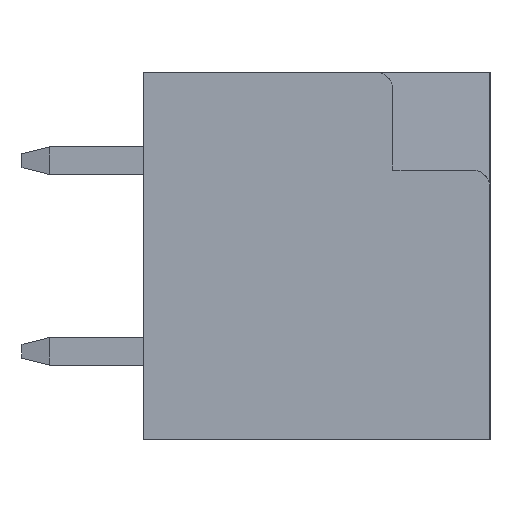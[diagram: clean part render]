
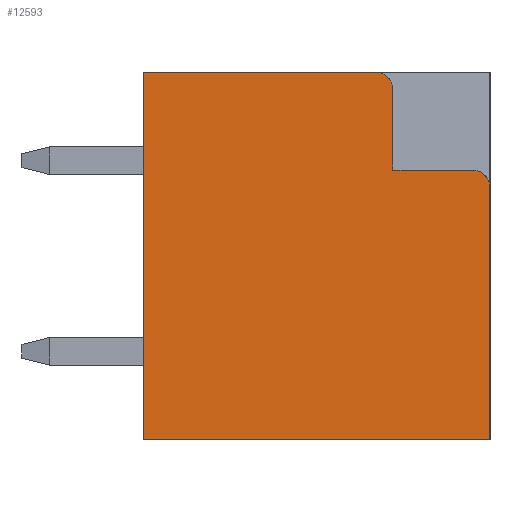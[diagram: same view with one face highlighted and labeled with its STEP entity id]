
A CAD part, left-side view. The second image highlights one B-rep face of the part: STEP entity #12593.
In plain terms, the highlighted planar face has unit normal (-1, 0, 0).
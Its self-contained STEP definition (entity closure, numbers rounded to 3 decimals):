
#630=CIRCLE('',#13602,0.5);
#631=CIRCLE('',#13603,0.5);
#3418=ORIENTED_EDGE('',*,*,#5471,.F.);
#3419=ORIENTED_EDGE('',*,*,#5660,.T.);
#3420=ORIENTED_EDGE('',*,*,#5661,.T.);
#3421=ORIENTED_EDGE('',*,*,#5662,.T.);
#3422=ORIENTED_EDGE('',*,*,#5663,.T.);
#3423=ORIENTED_EDGE('',*,*,#4348,.F.);
#3424=ORIENTED_EDGE('',*,*,#4415,.F.);
#3425=ORIENTED_EDGE('',*,*,#4271,.F.);
#4271=EDGE_CURVE('',#6043,#6044,#7180,.T.);
#4348=EDGE_CURVE('',#6119,#6120,#7254,.T.);
#4415=EDGE_CURVE('',#6044,#6119,#7316,.T.);
#5471=EDGE_CURVE('',#6854,#6043,#8131,.T.);
#5660=EDGE_CURVE('',#6854,#6948,#630,.F.);
#5661=EDGE_CURVE('',#6948,#6949,#8283,.T.);
#5662=EDGE_CURVE('',#6949,#6950,#8284,.T.);
#5663=EDGE_CURVE('',#6950,#6120,#631,.F.);
#6043=VERTEX_POINT('',#17440);
#6044=VERTEX_POINT('',#17442);
#6119=VERTEX_POINT('',#17594);
#6120=VERTEX_POINT('',#17596);
#6854=VERTEX_POINT('',#19919);
#6948=VERTEX_POINT('',#20312);
#6949=VERTEX_POINT('',#20314);
#6950=VERTEX_POINT('',#20316);
#7180=LINE('',#17441,#8604);
#7254=LINE('',#17595,#8678);
#7316=LINE('',#17730,#8740);
#8131=LINE('',#19920,#9555);
#8283=LINE('',#20313,#9707);
#8284=LINE('',#20315,#9708);
#8604=VECTOR('',#13900,1000.);
#8678=VECTOR('',#13982,1000.);
#8740=VECTOR('',#14082,1000.);
#9555=VECTOR('',#16189,1000.);
#9707=VECTOR('',#16619,1000.);
#9708=VECTOR('',#16620,1000.);
#10615=EDGE_LOOP('',(#3418,#3419,#3420,#3421,#3422,#3423,#3424,#3425));
#11416=FACE_BOUND('',#10615,.T.);
#11933=PLANE('',#13601);
#12593=ADVANCED_FACE('',(#11416),#11933,.F.);
#13601=AXIS2_PLACEMENT_3D('',#20310,#16615,#16616);
#13602=AXIS2_PLACEMENT_3D('',#20311,#16617,#16618);
#13603=AXIS2_PLACEMENT_3D('',#20317,#16621,#16622);
#13900=DIRECTION('',(0.,1.,0.));
#13982=DIRECTION('',(0.,-1.,0.));
#14082=DIRECTION('',(0.,0.,1.));
#16189=DIRECTION('',(0.,0.,-1.));
#16615=DIRECTION('',(1.,0.,0.));
#16616=DIRECTION('',(0.,0.,-1.));
#16617=DIRECTION('',(1.,0.,0.));
#16618=DIRECTION('',(0.,0.,-1.));
#16619=DIRECTION('',(0.,1.,0.));
#16620=DIRECTION('',(0.,0.,1.));
#16621=DIRECTION('',(1.,0.,0.));
#16622=DIRECTION('',(0.,0.,-1.));
#17440=CARTESIAN_POINT('',(-15.75,-5.,-5.3));
#17441=CARTESIAN_POINT('',(-15.75,-5.,-5.3));
#17442=CARTESIAN_POINT('',(-15.75,5.,-5.3));
#17594=CARTESIAN_POINT('',(-15.75,5.,5.3));
#17595=CARTESIAN_POINT('',(-15.75,5.,5.3));
#17596=CARTESIAN_POINT('',(-15.75,-1.7,5.3));
#17730=CARTESIAN_POINT('',(-15.75,5.,-5.3));
#19919=CARTESIAN_POINT('',(-15.75,-5.,1.98));
#19920=CARTESIAN_POINT('',(-15.75,-5.,5.3));
#20310=CARTESIAN_POINT('',(-15.75,0.,0.));
#20311=CARTESIAN_POINT('',(-15.75,-4.5,1.98));
#20312=CARTESIAN_POINT('',(-15.75,-4.5,2.48));
#20313=CARTESIAN_POINT('',(-15.75,-5.,2.48));
#20314=CARTESIAN_POINT('',(-15.75,-2.2,2.48));
#20315=CARTESIAN_POINT('',(-15.75,-2.2,2.48));
#20316=CARTESIAN_POINT('',(-15.75,-2.2,4.8));
#20317=CARTESIAN_POINT('',(-15.75,-1.7,4.8));
